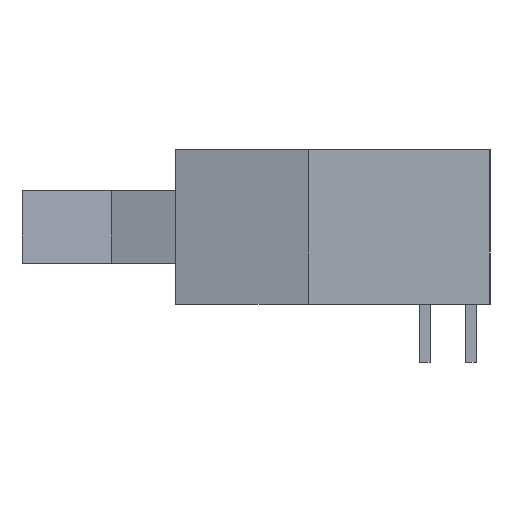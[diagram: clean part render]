
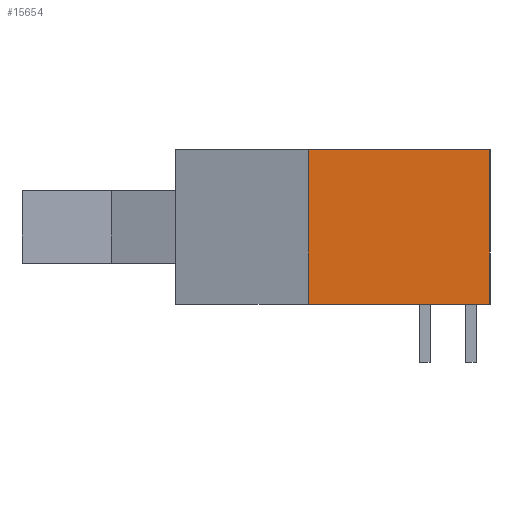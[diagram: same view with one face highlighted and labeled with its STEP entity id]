
A CAD part, left-side view. The second image highlights one B-rep face of the part: STEP entity #15654.
In plain terms, the highlighted planar face has unit normal (-1, 0, 0).
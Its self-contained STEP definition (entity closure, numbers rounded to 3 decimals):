
#14997=CARTESIAN_POINT('',(-35.2,-2.324,0.0));
#14998=VERTEX_POINT('',#14997);
#15005=CARTESIAN_POINT('',(-35.2,7.676,0.0));
#15006=VERTEX_POINT('',#15005);
#15007=CARTESIAN_POINT('',(-35.2,2.676,0.0));
#15008=DIRECTION('',(0.0,-1.0,0.0));
#15009=VECTOR('',#15008,1.0);
#15010=LINE('',#15007,#15009);
#15011=EDGE_CURVE('n� 440',#15006,#14998,#15010,.T.);
#15607=CARTESIAN_POINT('',(-35.2,7.676,8.5));
#15608=VERTEX_POINT('',#15607);
#15617=CARTESIAN_POINT('',(-35.2,7.676,4.25));
#15618=DIRECTION('',(0.0,0.0,-1.0));
#15619=VECTOR('',#15618,1.0);
#15620=LINE('',#15617,#15619);
#15621=EDGE_CURVE('n� 437',#15608,#15006,#15620,.T.);
#15631=CARTESIAN_POINT('',(-35.2,-2.324,8.5));
#15632=VERTEX_POINT('',#15631);
#15633=CARTESIAN_POINT('',(-35.2,6.326,8.5));
#15634=DIRECTION('',(0.0,-1.0,0.0));
#15635=VECTOR('',#15634,1.0);
#15636=LINE('',#15633,#15635);
#15637=EDGE_CURVE('n� 78',#15608,#15632,#15636,.T.);
#15638=ORIENTED_EDGE('',*,*,#15637,.F.);
#15639=ORIENTED_EDGE('',*,*,#15621,.T.);
#15640=ORIENTED_EDGE('',*,*,#15011,.T.);
#15641=CARTESIAN_POINT('',(-35.2,-2.324,4.25));
#15642=DIRECTION('',(0.0,0.0,-1.0));
#15643=VECTOR('',#15642,1.0);
#15644=LINE('',#15641,#15643);
#15645=EDGE_CURVE('n� 347',#15632,#14998,#15644,.T.);
#15646=ORIENTED_EDGE('',*,*,#15645,.F.);
#15647=EDGE_LOOP('',(#15638,#15639,#15640,#15646));
#15648=FACE_OUTER_BOUND('',#15647,.T.);
#15649=CARTESIAN_POINT('',(-35.2,7.676,0.0));
#15650=DIRECTION('',(-1.0,0.0,0.0));
#15651=DIRECTION('',(0.0,-1.0,0.0));
#15652=AXIS2_PLACEMENT_3D('',#15649,#15650,#15651);
#15653=PLANE('',#15652);
#15654=ADVANCED_FACE('n� 434',(#15648),#15653,.T.);
